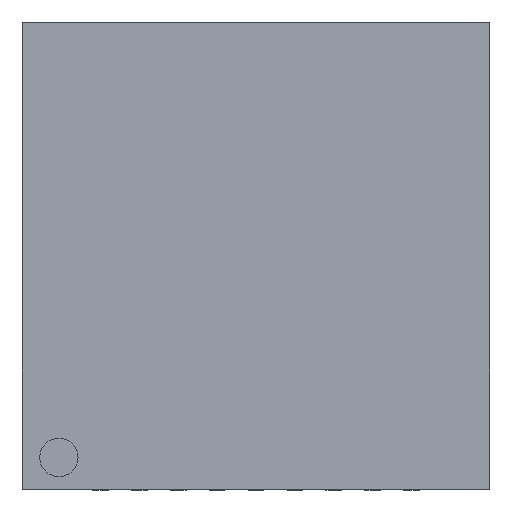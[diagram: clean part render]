
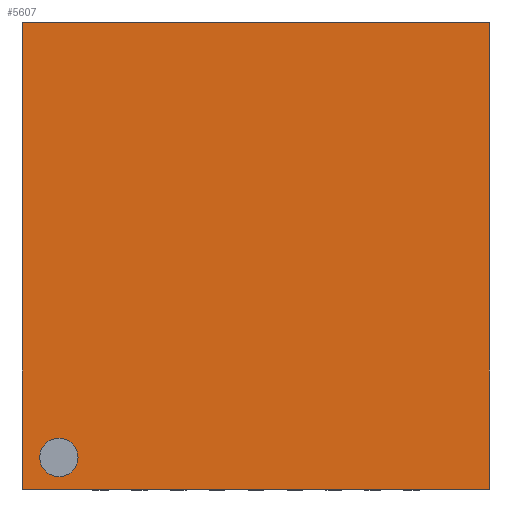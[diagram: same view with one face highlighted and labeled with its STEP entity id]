
A CAD part, top view. The second image highlights one B-rep face of the part: STEP entity #5607.
In plain terms, the highlighted planar face has unit normal (0, 0, 1).
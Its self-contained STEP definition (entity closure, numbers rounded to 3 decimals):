
#287 = CIRCLE ( 'NONE', #9810, 0.247 ) ;
#589 = EDGE_LOOP ( 'NONE', ( #1007, #8997 ) ) ;
#653 = DIRECTION ( 'NONE',  ( -1., 0., 0. ) ) ;
#758 = VECTOR ( 'NONE', #9777, 1000. ) ;
#864 = LINE ( 'NONE', #2485, #4950 ) ;
#916 = ORIENTED_EDGE ( 'NONE', *, *, #4337, .T. ) ;
#1007 = ORIENTED_EDGE ( 'NONE', *, *, #7320, .F. ) ;
#1022 = FACE_BOUND ( 'NONE', #589, .T. ) ;
#1189 = EDGE_LOOP ( 'NONE', ( #9571, #6779, #916, #6018 ) ) ;
#1256 = CIRCLE ( 'NONE', #6746, 0.247 ) ;
#1576 = CARTESIAN_POINT ( 'NONE',  ( -2.535, -2.593, 0.86 ) ) ;
#1584 = DIRECTION ( 'NONE',  ( 1., 0., 0. ) ) ;
#1800 = VERTEX_POINT ( 'NONE', #8058 ) ;
#2383 = DIRECTION ( 'NONE',  ( 0., 0., 1. ) ) ;
#2485 = CARTESIAN_POINT ( 'NONE',  ( -3., -3., 0.86 ) ) ;
#2644 = DIRECTION ( 'NONE',  ( 1., 0., 0. ) ) ;
#2753 = LINE ( 'NONE', #3461, #758 ) ;
#2844 = DIRECTION ( 'NONE',  ( 0., 1., 0. ) ) ;
#3323 = DIRECTION ( 'NONE',  ( 1., 0., 0. ) ) ;
#3349 = DIRECTION ( 'NONE',  ( 1., 0., 0. ) ) ;
#3461 = CARTESIAN_POINT ( 'NONE',  ( -3., -3., 0.86 ) ) ;
#3503 = CARTESIAN_POINT ( 'NONE',  ( 3., -3., 0.86 ) ) ;
#3844 = CARTESIAN_POINT ( 'NONE',  ( -3., 3., 0.86 ) ) ;
#4216 = VERTEX_POINT ( 'NONE', #6605 ) ;
#4337 = EDGE_CURVE ( 'NONE', #6306, #4216, #864, .T. ) ;
#4913 = VERTEX_POINT ( 'NONE', #7227 ) ;
#4929 = DIRECTION ( 'NONE',  ( 0., 0., 1. ) ) ;
#4950 = VECTOR ( 'NONE', #1584, 1000. ) ;
#5130 = LINE ( 'NONE', #3503, #9927 ) ;
#5554 = VECTOR ( 'NONE', #653, 1000. ) ;
#5607 = ADVANCED_FACE ( 'NONE', ( #1022, #7353 ), #7298, .T. ) ;
#5763 = VERTEX_POINT ( 'NONE', #9055 ) ;
#6005 = CARTESIAN_POINT ( 'NONE',  ( -3., -3., 0.86 ) ) ;
#6018 = ORIENTED_EDGE ( 'NONE', *, *, #9322, .T. ) ;
#6306 = VERTEX_POINT ( 'NONE', #6005 ) ;
#6605 = CARTESIAN_POINT ( 'NONE',  ( 3., -3., 0.86 ) ) ;
#6632 = AXIS2_PLACEMENT_3D ( 'NONE', #9515, #4929, #2644 ) ;
#6683 = CARTESIAN_POINT ( 'NONE',  ( -2.289, -2.593, 0.86 ) ) ;
#6746 = AXIS2_PLACEMENT_3D ( 'NONE', #1576, #2383, #3349 ) ;
#6779 = ORIENTED_EDGE ( 'NONE', *, *, #7655, .T. ) ;
#6888 = EDGE_CURVE ( 'NONE', #5763, #8132, #1256, .T. ) ;
#6923 = DIRECTION ( 'NONE',  ( 0., 0., 1. ) ) ;
#6926 = LINE ( 'NONE', #3844, #5554 ) ;
#7227 = CARTESIAN_POINT ( 'NONE',  ( 3., 3., 0.86 ) ) ;
#7298 = PLANE ( 'NONE',  #6632 ) ;
#7320 = EDGE_CURVE ( 'NONE', #8132, #5763, #287, .T. ) ;
#7353 = FACE_OUTER_BOUND ( 'NONE', #1189, .T. ) ;
#7655 = EDGE_CURVE ( 'NONE', #1800, #6306, #2753, .T. ) ;
#8018 = CARTESIAN_POINT ( 'NONE',  ( -2.535, -2.593, 0.86 ) ) ;
#8058 = CARTESIAN_POINT ( 'NONE',  ( -3., 3., 0.86 ) ) ;
#8132 = VERTEX_POINT ( 'NONE', #6683 ) ;
#8239 = EDGE_CURVE ( 'NONE', #4913, #1800, #6926, .T. ) ;
#8997 = ORIENTED_EDGE ( 'NONE', *, *, #6888, .F. ) ;
#9055 = CARTESIAN_POINT ( 'NONE',  ( -2.782, -2.593, 0.86 ) ) ;
#9322 = EDGE_CURVE ( 'NONE', #4216, #4913, #5130, .T. ) ;
#9515 = CARTESIAN_POINT ( 'NONE',  ( 0., 0., 0.86 ) ) ;
#9571 = ORIENTED_EDGE ( 'NONE', *, *, #8239, .T. ) ;
#9777 = DIRECTION ( 'NONE',  ( 0., -1., 0. ) ) ;
#9810 = AXIS2_PLACEMENT_3D ( 'NONE', #8018, #6923, #3323 ) ;
#9927 = VECTOR ( 'NONE', #2844, 1000. ) ;
